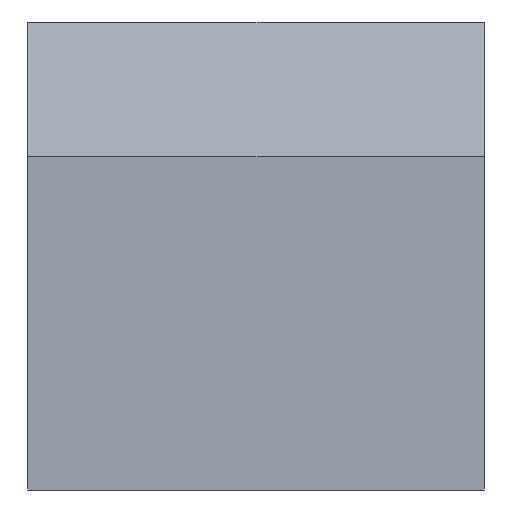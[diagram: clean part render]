
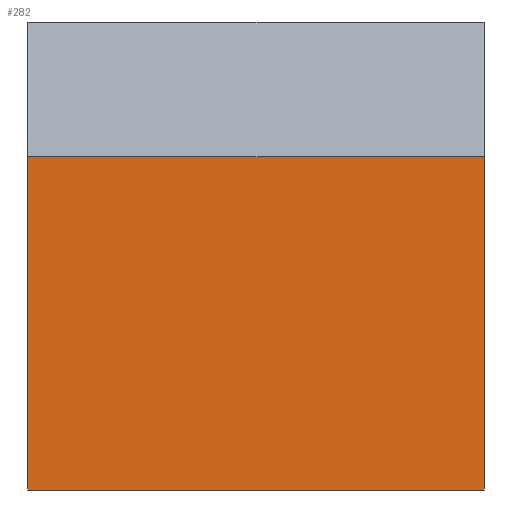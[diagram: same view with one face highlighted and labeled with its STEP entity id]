
A CAD part, left-side view. The second image highlights one B-rep face of the part: STEP entity #282.
In plain terms, the highlighted planar face has unit normal (-1, 0, 0).
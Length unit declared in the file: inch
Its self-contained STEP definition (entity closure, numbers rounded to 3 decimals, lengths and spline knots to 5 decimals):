
#38=FACE_OUTER_BOUND('',#56,.T.);
#56=EDGE_LOOP('',(#249,#250,#251,#252));
#60=LINE('',#400,#92);
#69=LINE('',#418,#101);
#86=LINE('',#462,#118);
#87=LINE('',#464,#119);
#92=VECTOR('',#324,0.3937);
#101=VECTOR('',#335,0.3937);
#118=VECTOR('',#382,0.3937);
#119=VECTOR('',#385,0.3937);
#121=VERTEX_POINT('',#393);
#124=VERTEX_POINT('',#398);
#132=VERTEX_POINT('',#416);
#144=VERTEX_POINT('',#460);
#148=EDGE_CURVE('',#124,#121,#60,.T.);
#157=EDGE_CURVE('',#132,#124,#69,.T.);
#178=EDGE_CURVE('',#132,#144,#86,.T.);
#179=EDGE_CURVE('',#144,#121,#87,.T.);
#249=ORIENTED_EDGE('',*,*,#148,.F.);
#250=ORIENTED_EDGE('',*,*,#157,.F.);
#251=ORIENTED_EDGE('',*,*,#178,.T.);
#252=ORIENTED_EDGE('',*,*,#179,.T.);
#266=PLANE('',#316);
#282=ADVANCED_FACE('',(#38),#266,.T.);
#316=AXIS2_PLACEMENT_3D('',#467,#389,#390);
#324=DIRECTION('',(0.,-1.,0.));
#335=DIRECTION('',(0.,0.,1.));
#382=DIRECTION('',(0.,-1.,0.));
#385=DIRECTION('',(0.,0.,1.));
#389=DIRECTION('center_axis',(-1.,0.,0.));
#390=DIRECTION('ref_axis',(0.,-1.,0.));
#393=CARTESIAN_POINT('',(0.,0.,0.29189));
#398=CARTESIAN_POINT('',(0.,0.4,0.29189));
#400=CARTESIAN_POINT('',(0.,0.3,0.29189));
#416=CARTESIAN_POINT('',(0.,0.4,0.));
#418=CARTESIAN_POINT('',(0.,0.4,0.));
#460=CARTESIAN_POINT('',(0.,0.,0.));
#462=CARTESIAN_POINT('',(0.,0.4,0.));
#464=CARTESIAN_POINT('',(0.,0.,0.));
#467=CARTESIAN_POINT('Origin',(0.,0.4,0.));
